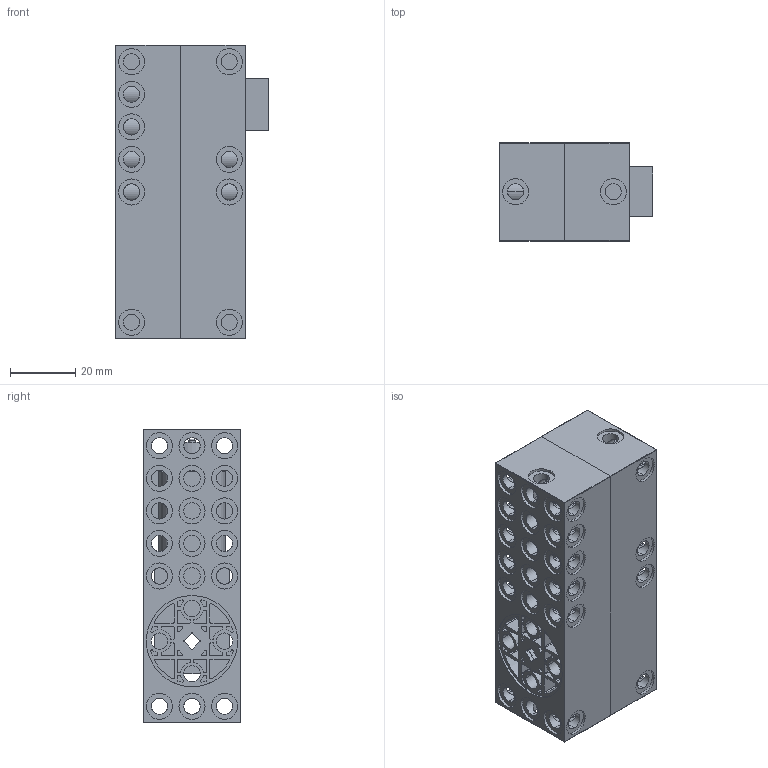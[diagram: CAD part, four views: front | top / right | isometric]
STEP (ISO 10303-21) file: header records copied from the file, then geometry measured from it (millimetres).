
FILE_DESCRIPTION (( 'STEP AP214' ), '1' );
FILE_NAME ('MObeta.STEP', '2019-05-16T15:56:18', ( '' ), ( '' ), 'SwSTEP 2.0', 'SolidWorks 2019', '' );
FILE_SCHEMA (( 'AUTOMOTIVE_DESIGN' ));
Length unit declared in the file: millimetre
Products named in the file (9): MOdc6VA; PCB^MObeta; Magnet_ring^MObeta; MObeta; MOcA_2; MOhA; RJ45x1A; MOcA_1; gearbox^MObeta
Assembly tree (9 placements, depth 2):
  MObeta
    RJ45x1A
    MOhA  x2
    MOcA_1
    MOcA_2
    MOdc6VA
    Magnet_ring^MObeta
    gearbox^MObeta
    PCB^MObeta
Bounding box: 47.1 x 30 x 90 mm (x, y, z)
Volume: 58517.3 mm3; surface area: 52643.6 mm2
Topology: 9 solids, 9 shells, 1818 faces, 4453 edges, 2780 vertices
Faces by surface type: plane 1039, cylinder 752, torus 11, sphere 8, cone 4, bspline 4
Entity records: 43109 total; most frequent: CARTESIAN_POINT 7623, DIRECTION 7201, ORIENTED_EDGE 6962, EDGE_CURVE 3481, AXIS2_PLACEMENT_3D 2434, LINE 2333, VECTOR 2333, VERTEX_POINT 2140
